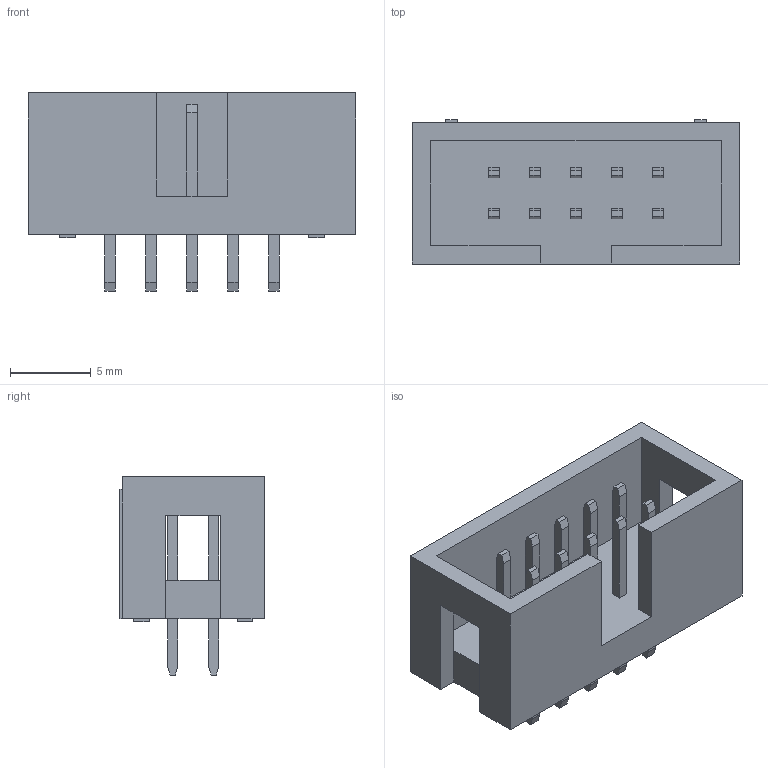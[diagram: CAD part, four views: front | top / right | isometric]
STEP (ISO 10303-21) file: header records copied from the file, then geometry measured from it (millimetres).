
FILE_DESCRIPTION(('STEP AP242'),'1');
FILE_NAME('header_awhw10g-0202-t.stp','2020-03-25T20:00:12',('TraceParts'),('TraceParts S.A.'),'Spatial InterOp 3D',' ',' ');
FILE_SCHEMA(('AP242_MANAGED_MODEL_BASED_3D_ENGINEERING_MIM_LF {1 0 10303 442 1 1 4}'));
Length unit declared in the file: millimetre
Products named in the file (1): header_awhw10g-0202-t
Bounding box: 20.32 x 8.95 x 12.3 mm (x, y, z)
Volume: 780.5 mm3; surface area: 1354.2 mm2
Topology: 1 solids, 1 shells, 190 faces, 500 edges, 332 vertices
Faces by surface type: plane 190
Entity records: 7276 total; most frequent: CARTESIAN_POINT 1023, ORIENTED_EDGE 1000, DIRECTION 882, EDGE_CURVE 500, LINE 500, VECTOR 500, VERTEX_POINT 332, EDGE_LOOP 214
